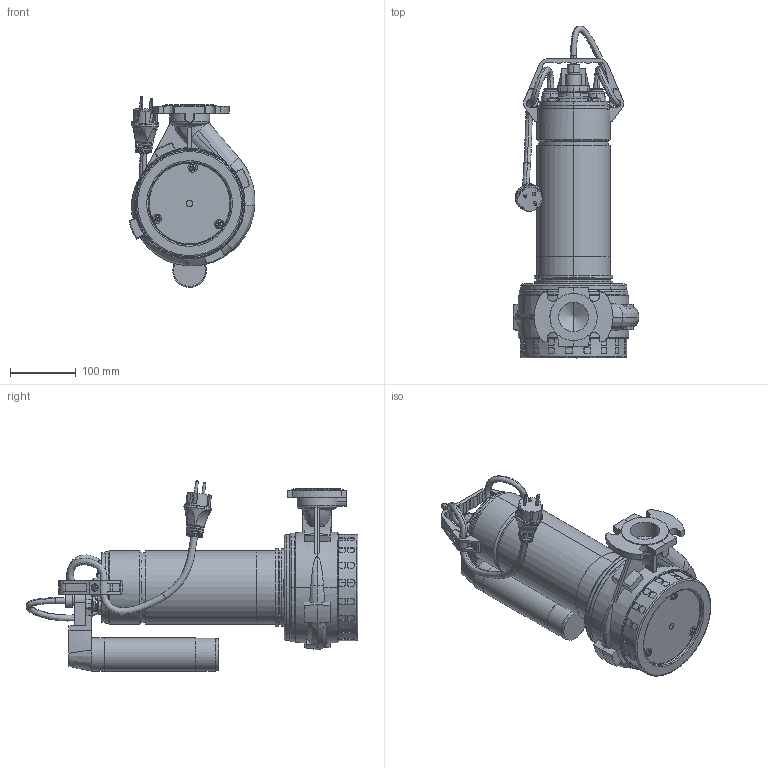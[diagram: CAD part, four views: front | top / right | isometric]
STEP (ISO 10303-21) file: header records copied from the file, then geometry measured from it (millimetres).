
FILE_DESCRIPTION (( 'STEP AP203' ), '1' );
FILE_NAME ('10018193swa00.step', '2023-06-20T14:49:25', ( '' ), ( '' ), 'SwSTEP 2.0', 'SolidWorks 2020', '' );
FILE_SCHEMA (( 'CONFIG_CONTROL_DESIGN' ));
Length unit declared in the file: millimetre
Products named in the file (14): Copia di 70142^Coperchio_Copia di Galleggiante GF_10018193swa00; Coperchio^Copia di Galleggiante GF_10018193swa00; 3_92_153_L285_SEMPLIFICATO; Copia di 3_65_417_semplificato^10018193swa00; Copia di 3_92_128_semplificato^Coperchio_Copia di Galleggiante GF_10018193swa00_Cavo doppio; Copia di Galleggiante GF^10018193swa00; Copia di 1_65_107_REV00_semplificato^10018193swa00; Copia di 3_65_404_semplificato^10018193swa00; 10018193swa00; Copia di GF^Copia di Galleggiante GF_10018193swa00; Copia di M6x35_UNI_5933_ingombro^10018193swa00; Copia di Vite_TCB+_M5x10_UNI_7687_semplificato^10018193swa00; Copia di 3_65_405_semplificato^10018193swa00; Copia di 4_92_100_REV04^Copia di Galleggiante GF_10018193swa00
Assembly tree (18 placements, depth 4):
  10018193swa00
    Copia di 3_65_417_semplificato^10018193swa00
    Copia di 3_65_405_semplificato^10018193swa00
    3_92_153_L285_SEMPLIFICATO
    Copia di M6x35_UNI_5933_ingombro^10018193swa00  x4
    Copia di 1_65_107_REV00_semplificato^10018193swa00
    Copia di 3_65_404_semplificato^10018193swa00
    Copia di Vite_TCB+_M5x10_UNI_7687_semplificato^10018193swa00  x3
    Copia di Galleggiante GF^10018193swa00
      Copia di GF^Copia di Galleggiante GF_10018193swa00
      Copia di 4_92_100_REV04^Copia di Galleggiante GF_10018193swa00
      Coperchio^Copia di Galleggiante GF_10018193swa00
        Copia di 70142^Coperchio_Copia di Galleggiante GF_10018193swa00
        Copia di 3_92_128_semplificato^Coperchio_Copia di Galleggiante GF_10018193swa00_Cavo doppio
Bounding box: 191.49 x 504.83 x 289.98 mm (x, y, z)
Volume: 6085766.6 mm3; surface area: 594066.3 mm2
Topology: 37 solids, 37 shells, 1810 faces, 4704 edges, 3064 vertices
Faces by surface type: plane 906, cylinder 585, cone 165, bspline 85, torus 35, sphere 34
Entity records: 95883 total; most frequent: CARTESIAN_POINT 53228, ORIENTED_EDGE 8878, DIRECTION 8136, EDGE_CURVE 4439, AXIS2_PLACEMENT_3D 2957, VERTEX_POINT 2915, LINE 2222, VECTOR 2222
